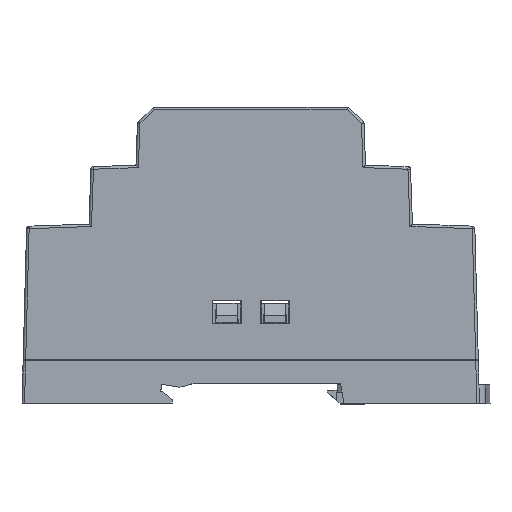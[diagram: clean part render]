
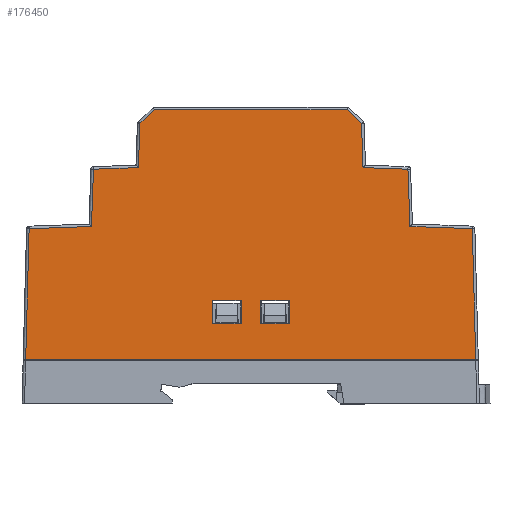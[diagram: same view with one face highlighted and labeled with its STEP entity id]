
A CAD part, left-side view. The second image highlights one B-rep face of the part: STEP entity #176450.
In plain terms, the highlighted planar face has unit normal (-1, 0, 0.009).
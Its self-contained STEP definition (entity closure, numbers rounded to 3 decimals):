
#29530=CARTESIAN_POINT('',(161.207,-98.758,
15.417));
#29540=VERTEX_POINT('',#29530);
#29570=CARTESIAN_POINT('',(161.208,-98.758,
15.417));
#29580=DIRECTION('',(0.009,0.,
1.));
#29590=VECTOR('',#29580,1.);
#29600=LINE('',#29570,#29590);
#29610=CARTESIAN_POINT('',(161.247,-98.76,
20.));
#29620=VERTEX_POINT('',#29610);
#29630=EDGE_CURVE('',#29540,#29620,#29600,.T.);
#32650=CARTESIAN_POINT('',(161.371,-53.223,
34.102));
#32660=VERTEX_POINT('',#32650);
#32690=CARTESIAN_POINT('',(161.146,-52.551,
8.4));
#32700=DIRECTION('',(0.009,-0.026,
1.));
#32710=VECTOR('',#32700,1.);
#32720=LINE('',#32690,#32710);
#32730=CARTESIAN_POINT('',(161.146,-52.551,8.4));
#32740=VERTEX_POINT('',#32730);
#32750=EDGE_CURVE('',#32740,#32660,#32720,.T.);
#42380=CARTESIAN_POINT('',(161.473,-65.884,
45.809));
#42390=VERTEX_POINT('',#42380);
#57230=CARTESIAN_POINT('',(161.551,-75.032,
54.787));
#57240=VERTEX_POINT('',#57230);
#57580=CARTESIAN_POINT('',(161.473,-127.776,
45.809));
#57590=VERTEX_POINT('',#57580);
#57620=CARTESIAN_POINT('',(161.475,-118.931,
46.118));
#57630=DIRECTION('',(0.,-0.999,
-0.035));
#57640=VECTOR('',#57630,1.);
#57650=LINE('',#57620,#57640);
#57660=CARTESIAN_POINT('',(161.475,-118.931,
46.118));
#57670=VERTEX_POINT('',#57660);
#57680=EDGE_CURVE('',#57670,#57590,#57650,.T.);
#58050=CARTESIAN_POINT('',(161.575,-77.846,
57.504));
#58060=VERTEX_POINT('',#58050);
#58270=CARTESIAN_POINT('',(161.575,-115.814,
57.504));
#58280=VERTEX_POINT('',#58270);
#58310=CARTESIAN_POINT('',(161.575,-115.814,
57.504));
#58320=DIRECTION('',(0.,1.,0.));
#58330=VECTOR('',#58320,1.);
#58340=LINE('',#58310,#58330);
#58350=EDGE_CURVE('',#58280,#58060,#58340,.T.);
#58500=CARTESIAN_POINT('',(161.551,-118.628,
54.787));
#58510=VERTEX_POINT('',#58500);
#58560=CARTESIAN_POINT('',(161.575,-115.814,
57.504));
#58570=DIRECTION('',(-0.006,-0.719,
-0.695));
#58580=VECTOR('',#58570,1.);
#58590=LINE('',#58560,#58580);
#58600=EDGE_CURVE('',#58280,#58510,#58590,.T.);
#58850=CARTESIAN_POINT('',(161.551,-75.032,
54.787));
#58860=DIRECTION('',(0.006,-0.719,
0.695));
#58870=VECTOR('',#58860,1.);
#58880=LINE('',#58850,#58870);
#58890=EDGE_CURVE('',#57240,#58060,#58880,.T.);
#59050=CARTESIAN_POINT('',(161.207,-89.258,
15.417));
#59060=VERTEX_POINT('',#59050);
#59090=CARTESIAN_POINT('',(161.208,-89.258,
15.417));
#59100=DIRECTION('',(0.009,0.,
1.));
#59110=VECTOR('',#59100,1.);
#59120=LINE('',#59090,#59110);
#59130=CARTESIAN_POINT('',(161.247,-89.26,
20.));
#59140=VERTEX_POINT('',#59130);
#59150=EDGE_CURVE('',#59060,#59140,#59120,.T.);
#120400=CARTESIAN_POINT('',(161.374,-65.49,
34.531));
#120410=VERTEX_POINT('',#120400);
#120460=CARTESIAN_POINT('',(161.374,-65.49,
34.531));
#120470=DIRECTION('',(0.009,-0.035,
0.999));
#120480=VECTOR('',#120470,1.);
#120490=LINE('',#120460,#120480);
#120500=EDGE_CURVE('',#120410,#42390,#120490,.T.);
#151480=CARTESIAN_POINT('',(161.247,-94.959,
20.));
#151490=VERTEX_POINT('',#151480);
#151520=CARTESIAN_POINT('',(161.247,-94.959,
20.));
#151530=DIRECTION('',(-0.009,0.,
-1.));
#151540=VECTOR('',#151530,1.);
#151550=LINE('',#151520,#151540);
#151560=CARTESIAN_POINT('',(161.207,-94.961,
15.417));
#151570=VERTEX_POINT('',#151560);
#151580=EDGE_CURVE('',#151490,#151570,#151550,.T.);
#154300=CARTESIAN_POINT('',(161.247,-98.759,
20.));
#154310=DIRECTION('',(0.,-1.,0.));
#154320=VECTOR('',#154310,1.);
#154330=LINE('',#154300,#154320);
#154340=CARTESIAN_POINT('',(161.247,-104.46,
20.));
#154350=VERTEX_POINT('',#154340);
#154360=EDGE_CURVE('',#29620,#154350,#154330,.T.);
#156980=CARTESIAN_POINT('',(161.207,-104.461,
15.417));
#156990=VERTEX_POINT('',#156980);
#157040=CARTESIAN_POINT('',(161.207,-104.461,
15.417));
#157050=DIRECTION('',(0.,1.,0.));
#157060=VECTOR('',#157050,1.);
#157070=LINE('',#157040,#157060);
#157080=EDGE_CURVE('',#156990,#29540,#157070,.T.);
#159720=CARTESIAN_POINT('',(161.247,-104.459,
20.));
#159730=DIRECTION('',(-0.009,0.,
-1.));
#159740=VECTOR('',#159730,1.);
#159750=LINE('',#159720,#159740);
#159760=EDGE_CURVE('',#154350,#156990,#159750,.T.);
#160930=CARTESIAN_POINT('',(161.371,-53.223,
34.102));
#160940=DIRECTION('',(0.,-0.999,
0.035));
#160950=VECTOR('',#160940,1.);
#160960=LINE('',#160930,#160950);
#160970=EDGE_CURVE('',#32660,#120410,#160960,.T.);
#175590=CARTESIAN_POINT('',(161.151,-96.83,8.9));
#175600=DIRECTION('',(-1.,0.,0.009));
#175610=DIRECTION('',(0.,1.,0.));
#175620=AXIS2_PLACEMENT_3D('',#175590,#175600,#175610);
#175630=PLANE('',#175620);
#175640=ORIENTED_EDGE('',*,*,#32750,.F.);
#175650=ORIENTED_EDGE('',*,*,#160970,.F.);
#175660=ORIENTED_EDGE('',*,*,#120500,.F.);
#175670=CARTESIAN_POINT('',(161.473,-65.884,
45.809));
#175680=DIRECTION('',(0.,-0.999,
0.035));
#175690=VECTOR('',#175680,1.);
#175700=LINE('',#175670,#175690);
#175710=CARTESIAN_POINT('',(161.475,-74.73,
46.118));
#175720=VERTEX_POINT('',#175710);
#175730=EDGE_CURVE('',#42390,#175720,#175700,.T.);
#175740=ORIENTED_EDGE('',*,*,#175730,.F.);
#175750=CARTESIAN_POINT('',(161.475,-74.73,
46.118));
#175760=DIRECTION('',(0.009,-0.035,
0.999));
#175770=VECTOR('',#175760,1.);
#175780=LINE('',#175750,#175770);
#175790=EDGE_CURVE('',#175720,#57240,#175780,.T.);
#175800=ORIENTED_EDGE('',*,*,#175790,.F.);
#175810=ORIENTED_EDGE('',*,*,#58890,.F.);
#175820=ORIENTED_EDGE('',*,*,#58350,.T.);
#175830=ORIENTED_EDGE('',*,*,#58600,.F.);
#175840=CARTESIAN_POINT('',(161.551,-118.628,
54.787));
#175850=DIRECTION('',(-0.009,-0.035,
-0.999));
#175860=VECTOR('',#175850,1.);
#175870=LINE('',#175840,#175860);
#175880=EDGE_CURVE('',#58510,#57670,#175870,.T.);
#175890=ORIENTED_EDGE('',*,*,#175880,.F.);
#175900=ORIENTED_EDGE('',*,*,#57680,.F.);
#175910=CARTESIAN_POINT('',(161.473,-127.776,
45.809));
#175920=DIRECTION('',(-0.009,-0.035,
-0.999));
#175930=VECTOR('',#175920,1.);
#175940=LINE('',#175910,#175930);
#175950=CARTESIAN_POINT('',(161.374,-128.17,
34.536));
#175960=VERTEX_POINT('',#175950);
#175970=EDGE_CURVE('',#57590,#175960,#175940,.T.);
#175980=ORIENTED_EDGE('',*,*,#175970,.F.);
#175990=CARTESIAN_POINT('',(161.374,-128.17,
34.536));
#176000=DIRECTION('',(0.,-0.999,
-0.035));
#176010=VECTOR('',#176000,1.);
#176020=LINE('',#175990,#176010);
#176030=CARTESIAN_POINT('',(161.371,-140.437,
34.107));
#176040=VERTEX_POINT('',#176030);
#176050=EDGE_CURVE('',#175960,#176040,#176020,.T.);
#176060=ORIENTED_EDGE('',*,*,#176050,.F.);
#176070=CARTESIAN_POINT('',(161.371,-140.437,
34.107));
#176080=DIRECTION('',(-0.009,-0.026,
-1.));
#176090=VECTOR('',#176080,1.);
#176100=LINE('',#176070,#176090);
#176110=CARTESIAN_POINT('',(161.146,-141.11,
8.4));
#176120=VERTEX_POINT('',#176110);
#176130=EDGE_CURVE('',#176040,#176120,#176100,.T.);
#176140=ORIENTED_EDGE('',*,*,#176130,.F.);
#176150=CARTESIAN_POINT('',(161.146,-52.551,8.4));
#176160=DIRECTION('',(0.,-1.,0.));
#176170=VECTOR('',#176160,1.);
#176180=LINE('',#176150,#176170);
#176190=EDGE_CURVE('',#32740,#176120,#176180,.T.);
#176200=ORIENTED_EDGE('',*,*,#176190,.T.);
#176210=EDGE_LOOP('',(#176200,#176140,#176060,#175980,#175900,#175890,
#175830,#175820,#175810,#175800,#175740,#175660,#175650,#175640));
#176220=FACE_OUTER_BOUND('',#176210,.T.);
#176230=ORIENTED_EDGE('',*,*,#157080,.T.);
#176240=ORIENTED_EDGE('',*,*,#159760,.T.);
#176250=ORIENTED_EDGE('',*,*,#154360,.T.);
#176260=ORIENTED_EDGE('',*,*,#29630,.T.);
#176270=EDGE_LOOP('',(#176260,#176250,#176240,#176230));
#176280=FACE_BOUND('',#176270,.T.);
#176290=ORIENTED_EDGE('',*,*,#59150,.T.);
#176300=CARTESIAN_POINT('',(161.207,-94.961,
15.417));
#176310=DIRECTION('',(0.,1.,0.));
#176320=VECTOR('',#176310,1.);
#176330=LINE('',#176300,#176320);
#176340=EDGE_CURVE('',#151570,#59060,#176330,.T.);
#176350=ORIENTED_EDGE('',*,*,#176340,.T.);
#176360=ORIENTED_EDGE('',*,*,#151580,.T.);
#176370=CARTESIAN_POINT('',(161.247,-89.259,
20.));
#176380=DIRECTION('',(0.,-1.,0.));
#176390=VECTOR('',#176380,1.);
#176400=LINE('',#176370,#176390);
#176410=EDGE_CURVE('',#59140,#151490,#176400,.T.);
#176420=ORIENTED_EDGE('',*,*,#176410,.T.);
#176430=EDGE_LOOP('',(#176420,#176360,#176350,#176290));
#176440=FACE_BOUND('',#176430,.T.);
#176450=ADVANCED_FACE('',(#176220,#176280,#176440),#175630,.T.);
